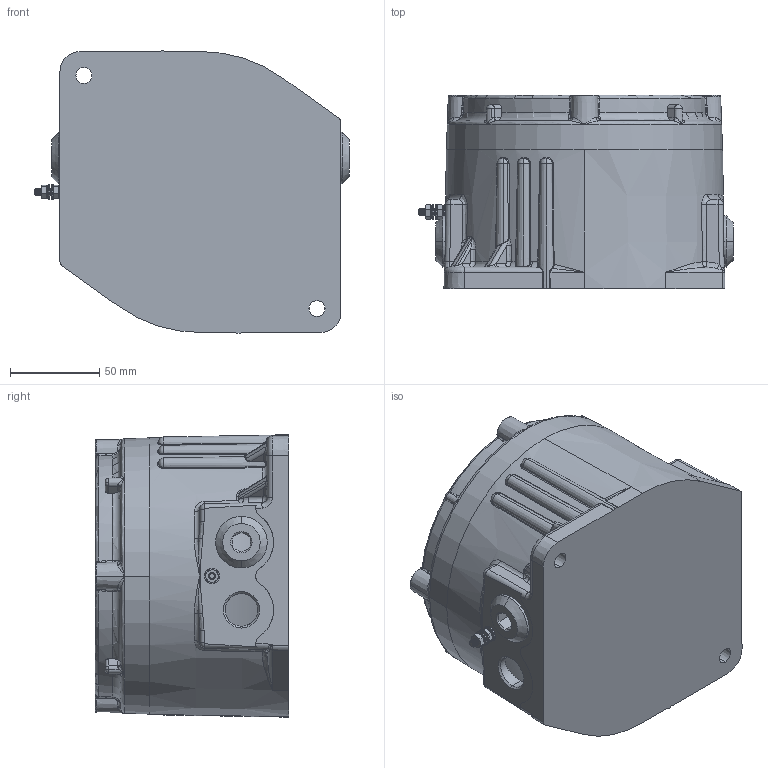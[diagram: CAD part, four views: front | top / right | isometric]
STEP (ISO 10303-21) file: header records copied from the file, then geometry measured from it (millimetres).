
FILE_DESCRIPTION (( 'STEP AP214' ), '1' );
FILE_NAME ('D156-05-501-3D_Issue_1 [GNExJ2 for Website].STEP', '2021-12-06T10:18:43', ( '' ), ( '' ), 'SwSTEP 2.0', 'SolidWorks 2021', '' );
FILE_SCHEMA (( 'AUTOMOTIVE_DESIGN' ));
Length unit declared in the file: millimetre
Products named in the file (1): D156-05-501-3D_Issue_1 [GNExJ2 for Website]
Bounding box: 176.5 x 108.5 x 158.53 mm (x, y, z)
Volume: 2077139.3 mm3; surface area: 146197.5 mm2
Topology: 12 solids, 12 shells, 860 faces, 2131 edges, 1253 vertices
Faces by surface type: cylinder 264, bspline 255, plane 124, torus 106, cone 103, sphere 8
Entity records: 53072 total; most frequent: CARTESIAN_POINT 26117, ORIENTED_EDGE 4162, DIRECTION 3064, EDGE_CURVE 2081, AXIS2_PLACEMENT_3D 1299, VERTEX_POINT 1253, EDGE_LOOP 884, UNCERTAINTY_MEASURE_WITH_UNIT 874
